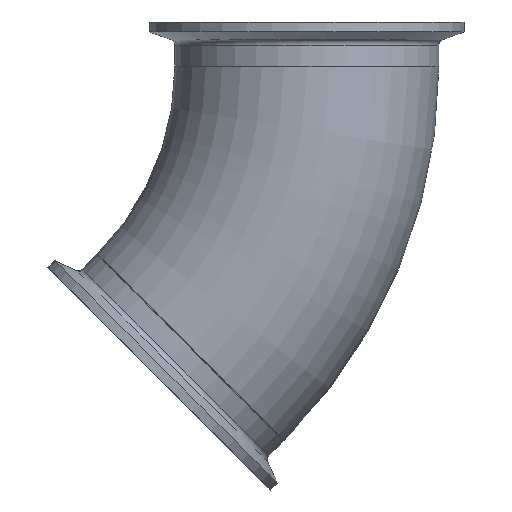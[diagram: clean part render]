
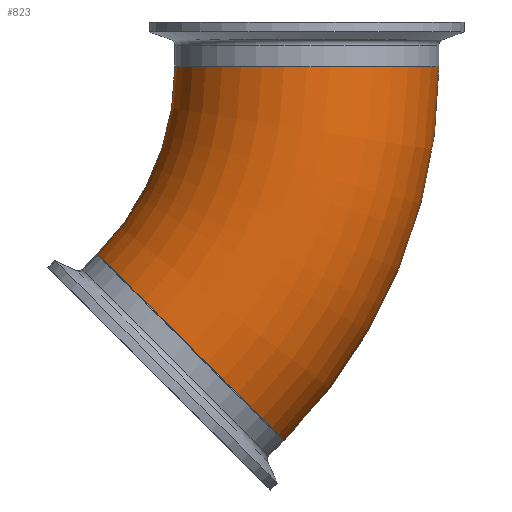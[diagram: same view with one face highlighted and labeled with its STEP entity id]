
A CAD part, front view. The second image highlights one B-rep face of the part: STEP entity #823.
In plain terms, the highlighted toroidal (fillet/blend) face has major radius 114.3 mm and minor radius 38.1 mm.
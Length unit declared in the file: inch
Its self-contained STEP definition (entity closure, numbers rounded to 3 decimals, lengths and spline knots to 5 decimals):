
#19 = CIRCLE ( 'NONE', #448, 1.5 ) ;
#122 = VERTEX_POINT ( 'NONE', #260 ) ;
#152 = CARTESIAN_POINT ( 'NONE',  ( 0., 0., 0. ) ) ;
#205 = DIRECTION ( 'NONE',  ( -0.707, 0., -0.707 ) ) ;
#210 = EDGE_CURVE ( 'NONE', #122, #474, #1094, .T. ) ;
#260 = CARTESIAN_POINT ( 'NONE',  ( 2.12132, 0., -2.12132 ) ) ;
#317 = CARTESIAN_POINT ( 'NONE',  ( 3.18198, 0., -3.18198 ) ) ;
#334 = DIRECTION ( 'NONE',  ( 0., 0., -1. ) ) ;
#374 = AXIS2_PLACEMENT_3D ( 'NONE', #152, #1078, #441 ) ;
#420 = VERTEX_POINT ( 'NONE', #689 ) ;
#435 = CARTESIAN_POINT ( 'NONE',  ( 0., 0., 0. ) ) ;
#441 = DIRECTION ( 'NONE',  ( 0., 0., -1. ) ) ;
#446 = DIRECTION ( 'NONE',  ( 1., 0., 0. ) ) ;
#448 = AXIS2_PLACEMENT_3D ( 'NONE', #317, #205, #682 ) ;
#471 = CIRCLE ( 'NONE', #1016, 1.5 ) ;
#474 = VERTEX_POINT ( 'NONE', #1057 ) ;
#521 = CARTESIAN_POINT ( 'NONE',  ( 0., 0., 0. ) ) ;
#533 = DIRECTION ( 'NONE',  ( 0., 0., 1. ) ) ;
#554 = EDGE_CURVE ( 'NONE', #474, #761, #471, .T. ) ;
#571 = EDGE_LOOP ( 'NONE', ( #837, #838, #1183, #980 ) ) ;
#602 = DIRECTION ( 'NONE',  ( 0., -1., 0. ) ) ;
#605 = DIRECTION ( 'NONE',  ( 0., -1., 0. ) ) ;
#618 = CARTESIAN_POINT ( 'NONE',  ( 6., 0., 0. ) ) ;
#630 = CARTESIAN_POINT ( 'NONE',  ( 4.5, 0., 0. ) ) ;
#682 = DIRECTION ( 'NONE',  ( -0.707, 0., 0.707 ) ) ;
#689 = CARTESIAN_POINT ( 'NONE',  ( 4.24264, 0., -4.24264 ) ) ;
#727 = FACE_OUTER_BOUND ( 'NONE', #571, .T. ) ;
#761 = VERTEX_POINT ( 'NONE', #618 ) ;
#812 = AXIS2_PLACEMENT_3D ( 'NONE', #435, #602, #971 ) ;
#823 = ADVANCED_FACE ( 'NONE', ( #727 ), #916, .T. ) ;
#837 = ORIENTED_EDGE ( 'NONE', *, *, #1175, .F. ) ;
#838 = ORIENTED_EDGE ( 'NONE', *, *, #946, .T. ) ;
#840 = AXIS2_PLACEMENT_3D ( 'NONE', #521, #605, #334 ) ;
#916 = TOROIDAL_SURFACE ( 'NONE', #812, 4.5, 1.5 ) ;
#938 = CIRCLE ( 'NONE', #840, 6. ) ;
#946 = EDGE_CURVE ( 'NONE', #420, #761, #938, .T. ) ;
#971 = DIRECTION ( 'NONE',  ( 0., 0., -1. ) ) ;
#980 = ORIENTED_EDGE ( 'NONE', *, *, #210, .F. ) ;
#1016 = AXIS2_PLACEMENT_3D ( 'NONE', #630, #533, #446 ) ;
#1057 = CARTESIAN_POINT ( 'NONE',  ( 3., 0., 0. ) ) ;
#1078 = DIRECTION ( 'NONE',  ( 0., -1., 0. ) ) ;
#1094 = CIRCLE ( 'NONE', #374, 3. ) ;
#1175 = EDGE_CURVE ( 'NONE', #420, #122, #19, .T. ) ;
#1183 = ORIENTED_EDGE ( 'NONE', *, *, #554, .F. ) ;
